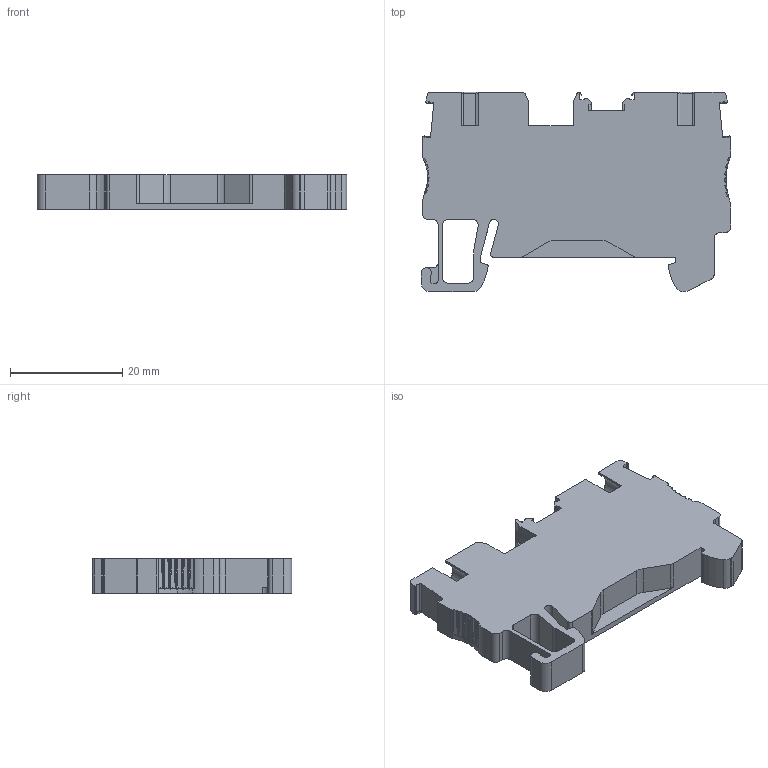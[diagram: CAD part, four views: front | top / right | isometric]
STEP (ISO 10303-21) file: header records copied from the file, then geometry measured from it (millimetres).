
FILE_DESCRIPTION (( 'STEP AP214' ), '1' );
FILE_NAME ('抔樦憵 PTP4-2-XX.step', '2025-09-17T05:47:10', ( '' ), ( '' ), 'SwSTEP 2.0', 'SolidWorks 2024', '' );
FILE_SCHEMA (( 'AUTOMOTIVE_DESIGN' ));
Length unit declared in the file: millimetre
Products named in the file (1): Клемма PTP4-2-XX
Bounding box: 55.1 x 35.5 x 6.2 mm (x, y, z)
Volume: 8356.8 mm3; surface area: 5202.4 mm2
Topology: 1 solids, 3 shells, 442 faces, 1273 edges, 837 vertices
Faces by surface type: plane 286, cylinder 151, torus 5
Entity records: 15275 total; most frequent: CARTESIAN_POINT 2897, ORIENTED_EDGE 2546, DIRECTION 2346, EDGE_CURVE 1273, LINE 886, VECTOR 886, VERTEX_POINT 837, AXIS2_PLACEMENT_3D 730
